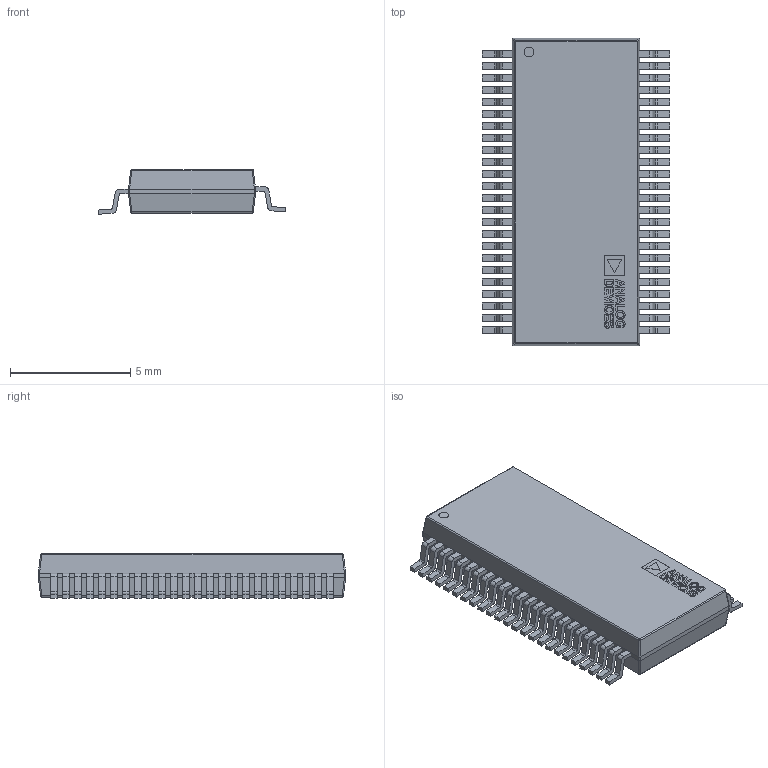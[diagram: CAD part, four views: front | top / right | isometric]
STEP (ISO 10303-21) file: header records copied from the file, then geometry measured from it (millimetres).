
FILE_DESCRIPTION(/* description */ (''),/* implementation_level */ '2;1');
FILE_NAME(/* name */ 'SSOP48.stp',/* time_stamp */ '2019-08-17T11:54:42+02:00',/* author */ ('khaled'),/* organization */ (''),/* preprocessor_version */ 'ST-DEVELOPER v17.2',/* originating_system */ 'Autodesk Inventor 2019',/* authorisation */ '');
FILE_SCHEMA (('AUTOMOTIVE_DESIGN { 1 0 10303 214 3 1 1 }'));
Length unit declared in the file: millimetre
Products named in the file (6): max_Tsop16; IC_BODY; circle; IC_LEG; Analog Devices; IC_LEG_MIR2
Assembly tree (51 placements, depth 2):
  max_Tsop16
    IC_BODY
    circle
    IC_LEG  x24
    Analog Devices
    IC_LEG_MIR2  x24
Bounding box: 7.8 x 12.8 x 1.85 mm (x, y, z)
Volume: 123.9 mm3; surface area: 288.7 mm2
Topology: 64 solids, 64 shells, 879 faces, 2235 edges, 1484 vertices
Faces by surface type: plane 626, cylinder 212, bspline 35, sphere 6
Full cylindrical faces by diameter (mm): 0.4 x1
Entity records: 7696 total; most frequent: CARTESIAN_POINT 1706, ORIENTED_EDGE 1158, DIRECTION 1087, EDGE_CURVE 579, LINE 445, VECTOR 445, VERTEX_POINT 380, AXIS2_PLACEMENT_3D 321
